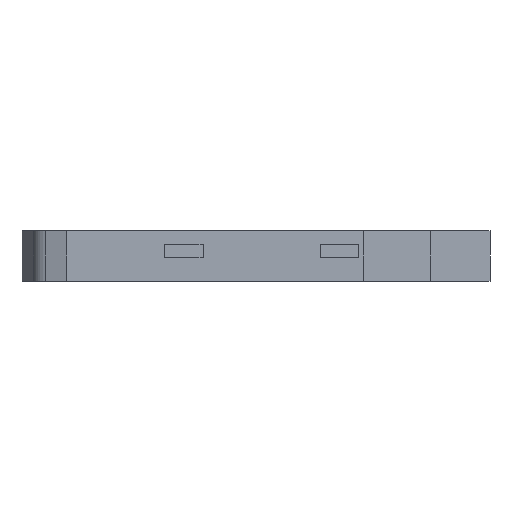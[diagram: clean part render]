
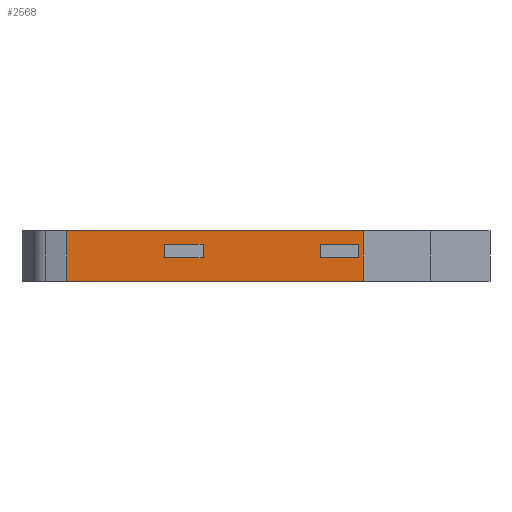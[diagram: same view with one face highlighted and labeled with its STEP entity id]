
A CAD part, left-side view. The second image highlights one B-rep face of the part: STEP entity #2568.
In plain terms, the highlighted planar face has unit normal (-1, 0, 0).
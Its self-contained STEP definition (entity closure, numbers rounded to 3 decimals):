
#37 = EDGE_CURVE ( 'NONE', #2087, #1161, #1893, .T. ) ;
#50 = EDGE_CURVE ( 'NONE', #449, #2475, #902, .T. ) ;
#85 = DIRECTION ( 'NONE',  ( 0., 0., 1. ) ) ;
#137 = CARTESIAN_POINT ( 'NONE',  ( -29.1, 24.919, 4.7 ) ) ;
#303 = DIRECTION ( 'NONE',  ( 0., 0., 1. ) ) ;
#313 = DIRECTION ( 'NONE',  ( 0., -1., 0. ) ) ;
#318 = AXIS2_PLACEMENT_3D ( 'NONE', #436, #2449, #2253 ) ;
#383 = VERTEX_POINT ( 'NONE', #403 ) ;
#385 = CARTESIAN_POINT ( 'NONE',  ( -29.1, -5.633, 7.3 ) ) ;
#388 = VECTOR ( 'NONE', #668, 1000. ) ;
#403 = CARTESIAN_POINT ( 'NONE',  ( -29.1, 24.919, 4.7 ) ) ;
#412 = ORIENTED_EDGE ( 'NONE', *, *, #2122, .F. ) ;
#419 = DIRECTION ( 'NONE',  ( 0., 0., -1. ) ) ;
#436 = CARTESIAN_POINT ( 'NONE',  ( -29.1, 0., 10. ) ) ;
#449 = VERTEX_POINT ( 'NONE', #1976 ) ;
#478 = VERTEX_POINT ( 'NONE', #2168 ) ;
#514 = VECTOR ( 'NONE', #303, 1000. ) ;
#557 = DIRECTION ( 'NONE',  ( 0., 0., 1. ) ) ;
#622 = CARTESIAN_POINT ( 'NONE',  ( -29.1, -13.133, 7.3 ) ) ;
#640 = CARTESIAN_POINT ( 'NONE',  ( -29.1, 24.919, 4.7 ) ) ;
#644 = EDGE_CURVE ( 'NONE', #383, #949, #2454, .T. ) ;
#661 = DIRECTION ( 'NONE',  ( 0., -1., 0. ) ) ;
#668 = DIRECTION ( 'NONE',  ( 0., -1., 0. ) ) ;
#781 = ORIENTED_EDGE ( 'NONE', *, *, #644, .F. ) ;
#836 = FACE_OUTER_BOUND ( 'NONE', #1954, .T. ) ;
#843 = CARTESIAN_POINT ( 'NONE',  ( -29.1, -5.633, 4.7 ) ) ;
#847 = CARTESIAN_POINT ( 'NONE',  ( -29.1, 0., 10. ) ) ;
#857 = EDGE_CURVE ( 'NONE', #949, #478, #1972, .T. ) ;
#873 = VECTOR ( 'NONE', #313, 1000. ) ;
#887 = DIRECTION ( 'NONE',  ( 0., 0., 1. ) ) ;
#902 = LINE ( 'NONE', #1292, #514 ) ;
#949 = VERTEX_POINT ( 'NONE', #1425 ) ;
#952 = VECTOR ( 'NONE', #2062, 1000. ) ;
#1029 = LINE ( 'NONE', #847, #952 ) ;
#1059 = DIRECTION ( 'NONE',  ( 0., 0., -1. ) ) ;
#1065 = EDGE_CURVE ( 'NONE', #2338, #1161, #1847, .T. ) ;
#1077 = ORIENTED_EDGE ( 'NONE', *, *, #857, .F. ) ;
#1146 = ORIENTED_EDGE ( 'NONE', *, *, #1290, .T. ) ;
#1161 = VERTEX_POINT ( 'NONE', #1277 ) ;
#1196 = VECTOR ( 'NONE', #661, 1000. ) ;
#1221 = EDGE_CURVE ( 'NONE', #1762, #2026, #1499, .T. ) ;
#1263 = CARTESIAN_POINT ( 'NONE',  ( -29.1, 44.203, 10. ) ) ;
#1277 = CARTESIAN_POINT ( 'NONE',  ( -29.1, 44.203, 0. ) ) ;
#1290 = EDGE_CURVE ( 'NONE', #2026, #2475, #1917, .T. ) ;
#1292 = CARTESIAN_POINT ( 'NONE',  ( -29.1, -13.133, 4.7 ) ) ;
#1312 = CARTESIAN_POINT ( 'NONE',  ( -29.1, -13.133, 7.3 ) ) ;
#1404 = VECTOR ( 'NONE', #1059, 1000. ) ;
#1422 = VERTEX_POINT ( 'NONE', #2479 ) ;
#1424 = CARTESIAN_POINT ( 'NONE',  ( -29.1, -13.133, 4.7 ) ) ;
#1425 = CARTESIAN_POINT ( 'NONE',  ( -29.1, 17.419, 4.7 ) ) ;
#1436 = FACE_BOUND ( 'NONE', #1887, .T. ) ;
#1465 = EDGE_LOOP ( 'NONE', ( #1077, #781, #1669, #1685 ) ) ;
#1489 = ORIENTED_EDGE ( 'NONE', *, *, #37, .F. ) ;
#1499 = LINE ( 'NONE', #2496, #2417 ) ;
#1502 = ORIENTED_EDGE ( 'NONE', *, *, #50, .F. ) ;
#1515 = LINE ( 'NONE', #137, #1869 ) ;
#1635 = FACE_BOUND ( 'NONE', #1465, .T. ) ;
#1669 = ORIENTED_EDGE ( 'NONE', *, *, #2261, .T. ) ;
#1685 = ORIENTED_EDGE ( 'NONE', *, *, #1716, .T. ) ;
#1716 = EDGE_CURVE ( 'NONE', #1422, #478, #1795, .T. ) ;
#1734 = DIRECTION ( 'NONE',  ( 0., 1., 0. ) ) ;
#1743 = VECTOR ( 'NONE', #557, 1000. ) ;
#1762 = VERTEX_POINT ( 'NONE', #843 ) ;
#1778 = CARTESIAN_POINT ( 'NONE',  ( -29.1, -14.05, 0. ) ) ;
#1795 = LINE ( 'NONE', #2057, #2336 ) ;
#1847 = LINE ( 'NONE', #1263, #2541 ) ;
#1855 = LINE ( 'NONE', #2052, #1404 ) ;
#1869 = VECTOR ( 'NONE', #85, 1000. ) ;
#1887 = EDGE_LOOP ( 'NONE', ( #1502, #2147, #2565, #1146 ) ) ;
#1893 = LINE ( 'NONE', #1907, #2278 ) ;
#1907 = CARTESIAN_POINT ( 'NONE',  ( -29.1, 0., 0. ) ) ;
#1917 = LINE ( 'NONE', #1312, #873 ) ;
#1954 = EDGE_LOOP ( 'NONE', ( #1489, #412, #2530, #2198 ) ) ;
#1972 = LINE ( 'NONE', #2392, #1743 ) ;
#1976 = CARTESIAN_POINT ( 'NONE',  ( -29.1, -13.133, 4.7 ) ) ;
#1984 = CARTESIAN_POINT ( 'NONE',  ( -29.1, 44.203, 10. ) ) ;
#2010 = LINE ( 'NONE', #1424, #1196 ) ;
#2026 = VERTEX_POINT ( 'NONE', #385 ) ;
#2052 = CARTESIAN_POINT ( 'NONE',  ( -29.1, -14.05, 10. ) ) ;
#2057 = CARTESIAN_POINT ( 'NONE',  ( -29.1, 24.919, 7.3 ) ) ;
#2062 = DIRECTION ( 'NONE',  ( 0., 1., 0. ) ) ;
#2087 = VERTEX_POINT ( 'NONE', #1778 ) ;
#2122 = EDGE_CURVE ( 'NONE', #2433, #2087, #1855, .T. ) ;
#2147 = ORIENTED_EDGE ( 'NONE', *, *, #2494, .F. ) ;
#2168 = CARTESIAN_POINT ( 'NONE',  ( -29.1, 17.419, 7.3 ) ) ;
#2198 = ORIENTED_EDGE ( 'NONE', *, *, #1065, .T. ) ;
#2215 = CARTESIAN_POINT ( 'NONE',  ( -29.1, -14.05, 10. ) ) ;
#2240 = PLANE ( 'NONE',  #318 ) ;
#2253 = DIRECTION ( 'NONE',  ( 0., 0., 1. ) ) ;
#2261 = EDGE_CURVE ( 'NONE', #383, #1422, #1515, .T. ) ;
#2278 = VECTOR ( 'NONE', #1734, 1000. ) ;
#2336 = VECTOR ( 'NONE', #2471, 1000. ) ;
#2338 = VERTEX_POINT ( 'NONE', #1984 ) ;
#2392 = CARTESIAN_POINT ( 'NONE',  ( -29.1, 17.419, 4.7 ) ) ;
#2417 = VECTOR ( 'NONE', #887, 1000. ) ;
#2433 = VERTEX_POINT ( 'NONE', #2215 ) ;
#2449 = DIRECTION ( 'NONE',  ( -1., 0., 0. ) ) ;
#2454 = LINE ( 'NONE', #640, #388 ) ;
#2471 = DIRECTION ( 'NONE',  ( 0., -1., 0. ) ) ;
#2475 = VERTEX_POINT ( 'NONE', #622 ) ;
#2479 = CARTESIAN_POINT ( 'NONE',  ( -29.1, 24.919, 7.3 ) ) ;
#2494 = EDGE_CURVE ( 'NONE', #1762, #449, #2010, .T. ) ;
#2496 = CARTESIAN_POINT ( 'NONE',  ( -29.1, -5.633, 4.7 ) ) ;
#2524 = EDGE_CURVE ( 'NONE', #2433, #2338, #1029, .T. ) ;
#2530 = ORIENTED_EDGE ( 'NONE', *, *, #2524, .T. ) ;
#2541 = VECTOR ( 'NONE', #419, 1000. ) ;
#2565 = ORIENTED_EDGE ( 'NONE', *, *, #1221, .T. ) ;
#2568 = ADVANCED_FACE ( 'NONE', ( #836, #1635, #1436 ), #2240, .T. ) ;
